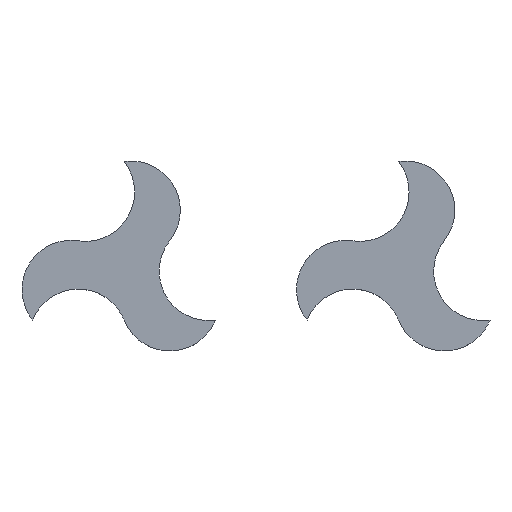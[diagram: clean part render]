
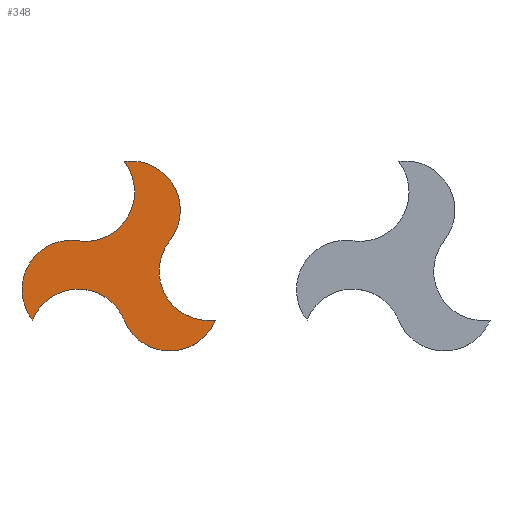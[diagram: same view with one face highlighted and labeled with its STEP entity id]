
A CAD part, top view. The second image highlights one B-rep face of the part: STEP entity #348.
In plain terms, the highlighted free-form (B-spline) face has degree [1, 1] with [2, 2] control points.
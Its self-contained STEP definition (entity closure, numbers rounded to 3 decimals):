
#70 = VERTEX_POINT('',#71);
#71 = CARTESIAN_POINT('',(3.197,1.846,1.279));
#87 = VERTEX_POINT('',#88);
#88 = CARTESIAN_POINT('',(2.46,-0.284,1.279)
  );
#93 = EDGE_CURVE('',#87,#70,#94,.T.);
#94 = ( BOUNDED_CURVE() B_SPLINE_CURVE(2,(#95,#96,#97),.UNSPECIFIED.,.F.
,.F.) B_SPLINE_CURVE_WITH_KNOTS((3,3),(3.142,3.808),
.PIECEWISE_BEZIER_KNOTS.) CURVE() GEOMETRIC_REPRESENTATION_ITEM() 
RATIONAL_B_SPLINE_CURVE((1.,0.945,1.)) REPRESENTATION_ITEM('') 
  );
#95 = CARTESIAN_POINT('',(2.46,-0.284,1.279)
  );
#96 = CARTESIAN_POINT('',(2.46,0.909,1.279));
#97 = CARTESIAN_POINT('',(3.197,1.846,1.279));
#109 = EDGE_CURVE('',#110,#112,#114,.T.);
#110 = VERTEX_POINT('',#111);
#111 = CARTESIAN_POINT('',(-7.132,-1.562,1.279
    ));
#112 = VERTEX_POINT('',#113);
#113 = CARTESIAN_POINT('',(-6.394,-3.692,1.279
    ));
#114 = ( BOUNDED_CURVE() B_SPLINE_CURVE(2,(#115,#116,#117),
.UNSPECIFIED.,.F.,.F.) B_SPLINE_CURVE_WITH_KNOTS((3,3),(3.142,
3.808),.PIECEWISE_BEZIER_KNOTS.) CURVE() 
GEOMETRIC_REPRESENTATION_ITEM() RATIONAL_B_SPLINE_CURVE((1.,
0.945,1.)) REPRESENTATION_ITEM('') );
#115 = CARTESIAN_POINT('',(-7.132,-1.562,1.279
    ));
#116 = CARTESIAN_POINT('',(-7.132,-2.755,1.279
    ));
#117 = CARTESIAN_POINT('',(-6.394,-3.692,1.279
    ));
#216 = VERTEX_POINT('',#217);
#217 = CARTESIAN_POINT('',(0.,7.384,
    1.279));
#222 = EDGE_CURVE('',#70,#216,#223,.T.);
#223 = ( BOUNDED_CURVE() B_SPLINE_CURVE(2,(#224,#225,#226),
.UNSPECIFIED.,.F.,.F.) B_SPLINE_CURVE_WITH_KNOTS((3,3),(2.475,
4.855),.PIECEWISE_BEZIER_KNOTS.) CURVE() 
GEOMETRIC_REPRESENTATION_ITEM() RATIONAL_B_SPLINE_CURVE((1.,
0.371,1.)) REPRESENTATION_ITEM('') );
#224 = CARTESIAN_POINT('',(3.197,1.846,1.279)
  );
#225 = CARTESIAN_POINT('',(8.521,8.611,1.279));
#226 = CARTESIAN_POINT('',(0.,7.384,
    1.279));
#240 = EDGE_CURVE('',#216,#241,#243,.T.);
#241 = VERTEX_POINT('',#242);
#242 = CARTESIAN_POINT('',(-3.197,1.846,1.279)
  );
#243 = ( BOUNDED_CURVE() B_SPLINE_CURVE(2,(#244,#245,#246),
.UNSPECIFIED.,.F.,.F.) B_SPLINE_CURVE_WITH_KNOTS((3,3),(2.475,
4.855),.PIECEWISE_BEZIER_KNOTS.) CURVE() 
GEOMETRIC_REPRESENTATION_ITEM() RATIONAL_B_SPLINE_CURVE((1.,
0.371,1.)) REPRESENTATION_ITEM('') );
#244 = CARTESIAN_POINT('',(0.,7.384,
    1.279));
#245 = CARTESIAN_POINT('',(5.324,0.618,1.279)
  );
#246 = CARTESIAN_POINT('',(-3.197,1.846,1.279)
  );
#265 = EDGE_CURVE('',#241,#110,#266,.T.);
#266 = ( BOUNDED_CURVE() B_SPLINE_CURVE(2,(#267,#268,#269),
.UNSPECIFIED.,.F.,.F.) B_SPLINE_CURVE_WITH_KNOTS((3,3),(1.428,
3.142),.PIECEWISE_BEZIER_KNOTS.) CURVE() 
GEOMETRIC_REPRESENTATION_ITEM() RATIONAL_B_SPLINE_CURVE((1.,
0.655,1.)) REPRESENTATION_ITEM('') );
#267 = CARTESIAN_POINT('',(-3.197,1.846,1.279)
  );
#268 = CARTESIAN_POINT('',(-7.132,2.413,1.279)
  );
#269 = CARTESIAN_POINT('',(-7.132,-1.562,1.279
    ));
#284 = EDGE_CURVE('',#112,#285,#287,.T.);
#285 = VERTEX_POINT('',#286);
#286 = CARTESIAN_POINT('',(0.,-3.692,
    1.279));
#287 = ( BOUNDED_CURVE() B_SPLINE_CURVE(2,(#288,#289,#290),
.UNSPECIFIED.,.F.,.F.) B_SPLINE_CURVE_WITH_KNOTS((3,3),(0.381,
2.761),.PIECEWISE_BEZIER_KNOTS.) CURVE() 
GEOMETRIC_REPRESENTATION_ITEM() RATIONAL_B_SPLINE_CURVE((1.,
0.371,1.)) REPRESENTATION_ITEM('') );
#288 = CARTESIAN_POINT('',(-6.394,-3.692,1.279
    ));
#289 = CARTESIAN_POINT('',(-3.197,4.301,1.279)
  );
#290 = CARTESIAN_POINT('',(0.,-3.692,
    1.279));
#310 = VERTEX_POINT('',#311);
#311 = CARTESIAN_POINT('',(6.394,-3.692,1.279)
  );
#316 = EDGE_CURVE('',#285,#310,#317,.T.);
#317 = ( BOUNDED_CURVE() B_SPLINE_CURVE(2,(#318,#319,#320),
.UNSPECIFIED.,.F.,.F.) B_SPLINE_CURVE_WITH_KNOTS((3,3),(3.522,
5.903),.PIECEWISE_BEZIER_KNOTS.) CURVE() 
GEOMETRIC_REPRESENTATION_ITEM() RATIONAL_B_SPLINE_CURVE((1.,
0.371,1.)) REPRESENTATION_ITEM('') );
#318 = CARTESIAN_POINT('',(0.,-3.692,
    1.279));
#319 = CARTESIAN_POINT('',(3.197,-11.685,1.279)
  );
#320 = CARTESIAN_POINT('',(6.394,-3.692,1.279)
  );
#335 = EDGE_CURVE('',#310,#87,#336,.T.);
#336 = ( BOUNDED_CURVE() B_SPLINE_CURVE(2,(#337,#338,#339),
.UNSPECIFIED.,.F.,.F.) B_SPLINE_CURVE_WITH_KNOTS((3,3),(1.428,
3.142),.PIECEWISE_BEZIER_KNOTS.) CURVE() 
GEOMETRIC_REPRESENTATION_ITEM() RATIONAL_B_SPLINE_CURVE((1.,
0.655,1.)) REPRESENTATION_ITEM('') );
#337 = CARTESIAN_POINT('',(6.394,-3.692,1.279)
  );
#338 = CARTESIAN_POINT('',(2.46,-4.259,1.279)
  );
#339 = CARTESIAN_POINT('',(2.46,-0.284,1.279)
  );
#348 = ADVANCED_FACE('',(#349),#359,.F.);
#349 = FACE_BOUND('',#350,.T.);
#350 = EDGE_LOOP('',(#351,#352,#353,#354,#355,#356,#357,#358));
#351 = ORIENTED_EDGE('',*,*,#222,.T.);
#352 = ORIENTED_EDGE('',*,*,#240,.T.);
#353 = ORIENTED_EDGE('',*,*,#265,.T.);
#354 = ORIENTED_EDGE('',*,*,#109,.T.);
#355 = ORIENTED_EDGE('',*,*,#284,.T.);
#356 = ORIENTED_EDGE('',*,*,#316,.T.);
#357 = ORIENTED_EDGE('',*,*,#335,.T.);
#358 = ORIENTED_EDGE('',*,*,#93,.T.);
#359 = B_SPLINE_SURFACE_WITH_KNOTS('',1,1,(
    (#360,#361)
    ,(#362,#363
    )),.UNSPECIFIED.,.F.,.F.,.F.,(2,2),(2,2),(-2.5,8.077),(
    -6.023,4.358),.PIECEWISE_BEZIER_KNOTS.);
#360 = CARTESIAN_POINT('',(6.394,-5.856,1.279)
  );
#361 = CARTESIAN_POINT('',(6.394,7.419,1.279)
  );
#362 = CARTESIAN_POINT('',(-7.132,-5.856,1.279
    ));
#363 = CARTESIAN_POINT('',(-7.132,7.419,1.279)
  );
